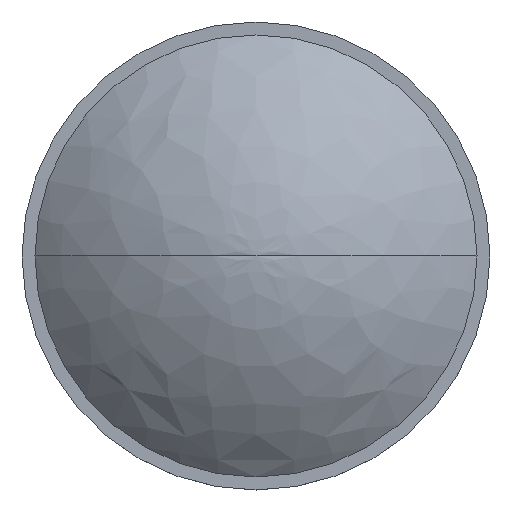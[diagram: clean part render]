
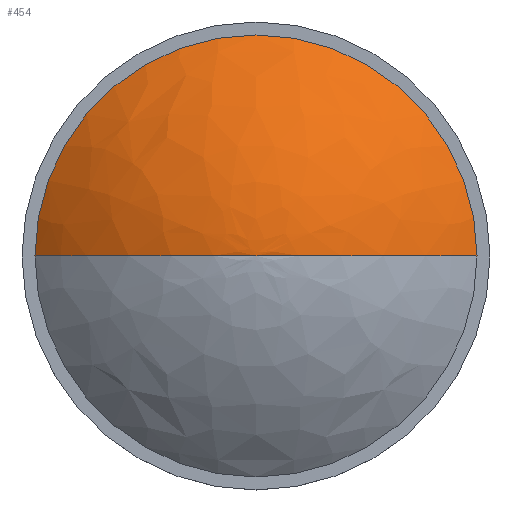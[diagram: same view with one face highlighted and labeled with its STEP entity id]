
A CAD part, top view. The second image highlights one B-rep face of the part: STEP entity #454.
In plain terms, the highlighted free-form (B-spline) face has degree [3, 3] with [4, 4] control points.
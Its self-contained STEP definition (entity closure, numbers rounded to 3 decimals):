
#7 = CARTESIAN_POINT ( 'NONE',  ( -6.823, 0., 15. ) ) ;
#29 =( BOUNDED_SURFACE ( )  B_SPLINE_SURFACE ( 3, 3, ( 
 ( #473, #391, #164, #431 ),
 ( #201, #476, #241, #7 ),
 ( #277, #42, #320, #83 ),
 ( #357, #123, #393, #166 ) ),
 .UNSPECIFIED., .F., .F., .F. ) 
 B_SPLINE_SURFACE_WITH_KNOTS ( ( 4, 4 ),
 ( 4, 4 ),
 ( 0., 1. ),
 ( 0., 1. ),
 .UNSPECIFIED. ) 
 GEOMETRIC_REPRESENTATION_ITEM ( )  RATIONAL_B_SPLINE_SURFACE ( (
 ( 1., 0.333, 0.333, 1.),
 ( 1., 0.333, 0.333, 1.),
 ( 1., 0.333, 0.333, 1.),
 ( 1., 0.333, 0.333, 1.) ) ) 
 REPRESENTATION_ITEM ( '' )  SURFACE ( )  );
#30 = FACE_OUTER_BOUND ( 'NONE', #170, .T. ) ;
#42 = CARTESIAN_POINT ( 'NONE',  ( 13.817, 27.633, 12.043 ) ) ;
#44 = CARTESIAN_POINT ( 'NONE',  ( 0., 0., 15. ) ) ;
#48 = CARTESIAN_POINT ( 'NONE',  ( 20.457, 0., 6.139 ) ) ;
#83 = CARTESIAN_POINT ( 'NONE',  ( -13.817, 0., 12.043 ) ) ;
#85 = CARTESIAN_POINT ( 'NONE',  ( -20.457, 0., 6.139 ) ) ;
#123 = CARTESIAN_POINT ( 'NONE',  ( 20.457, 40.913, 6.139 ) ) ;
#124 = VERTEX_POINT ( 'NONE', #48 ) ;
#157 = CARTESIAN_POINT ( 'NONE',  ( 6.823, 0., 15. ) ) ;
#164 = CARTESIAN_POINT ( 'NONE',  ( 0., 0., 15. ) ) ;
#166 = CARTESIAN_POINT ( 'NONE',  ( -20.457, 0., 6.139 ) ) ;
#170 = EDGE_LOOP ( 'NONE', ( #227, #387, #260 ) ) ;
#178 = CARTESIAN_POINT ( 'NONE',  ( -20.457, 0., 6.139 ) ) ;
#198 = CARTESIAN_POINT ( 'NONE',  ( 20.457, 0., 6.139 ) ) ;
#201 = CARTESIAN_POINT ( 'NONE',  ( 6.823, 0., 15. ) ) ;
#214 = CARTESIAN_POINT ( 'NONE',  ( 0., 0., 15. ) ) ;
#222 = CARTESIAN_POINT ( 'NONE',  ( 0., 0., 6.139 ) ) ;
#225 = CIRCLE ( 'NONE', #249, 20.457 ) ;
#227 = ORIENTED_EDGE ( 'NONE', *, *, #465, .F. ) ;
#231 = VERTEX_POINT ( 'NONE', #178 ) ;
#241 = CARTESIAN_POINT ( 'NONE',  ( -6.823, 13.646, 15. ) ) ;
#249 = AXIS2_PLACEMENT_3D ( 'NONE', #222, #492, #496 ) ;
#260 = ORIENTED_EDGE ( 'NONE', *, *, #330, .F. ) ;
#262 = VERTEX_POINT ( 'NONE', #214 ) ;
#277 = CARTESIAN_POINT ( 'NONE',  ( 13.817, 0., 12.043 ) ) ;
#281 = CARTESIAN_POINT ( 'NONE',  ( -6.823, 0., 15. ) ) ;
#305 = B_SPLINE_CURVE_WITH_KNOTS ( 'NONE', 3,
 ( #386, #157, #427, #198 ),
 .UNSPECIFIED., .F., .F.,
 ( 4, 4 ),
 ( 0., 1. ),
 .UNSPECIFIED. ) ;
#320 = CARTESIAN_POINT ( 'NONE',  ( -13.817, 27.633, 12.043 ) ) ;
#322 = CARTESIAN_POINT ( 'NONE',  ( -13.817, 0., 12.043 ) ) ;
#330 = EDGE_CURVE ( 'NONE', #231, #124, #225, .T. ) ;
#357 = CARTESIAN_POINT ( 'NONE',  ( 20.457, 0., 6.139 ) ) ;
#386 = CARTESIAN_POINT ( 'NONE',  ( 0., 0., 15. ) ) ;
#387 = ORIENTED_EDGE ( 'NONE', *, *, #405, .T. ) ;
#391 = CARTESIAN_POINT ( 'NONE',  ( 0., 0., 15. ) ) ;
#393 = CARTESIAN_POINT ( 'NONE',  ( -20.457, 40.913, 6.139 ) ) ;
#405 = EDGE_CURVE ( 'NONE', #262, #124, #305, .T. ) ;
#427 = CARTESIAN_POINT ( 'NONE',  ( 13.817, 0., 12.043 ) ) ;
#431 = CARTESIAN_POINT ( 'NONE',  ( 0., 0., 15. ) ) ;
#449 = B_SPLINE_CURVE_WITH_KNOTS ( 'NONE', 3,
 ( #44, #281, #322, #85 ),
 .UNSPECIFIED., .F., .F.,
 ( 4, 4 ),
 ( 0., 1. ),
 .UNSPECIFIED. ) ;
#454 = ADVANCED_FACE ( 'NONE', ( #30 ), #29, .T. ) ;
#465 = EDGE_CURVE ( 'NONE', #262, #231, #449, .T. ) ;
#473 = CARTESIAN_POINT ( 'NONE',  ( 0., 0., 15. ) ) ;
#476 = CARTESIAN_POINT ( 'NONE',  ( 6.823, 13.646, 15. ) ) ;
#492 = DIRECTION ( 'NONE',  ( 0., 0., -1. ) ) ;
#496 = DIRECTION ( 'NONE',  ( 0., 1., 0. ) ) ;
